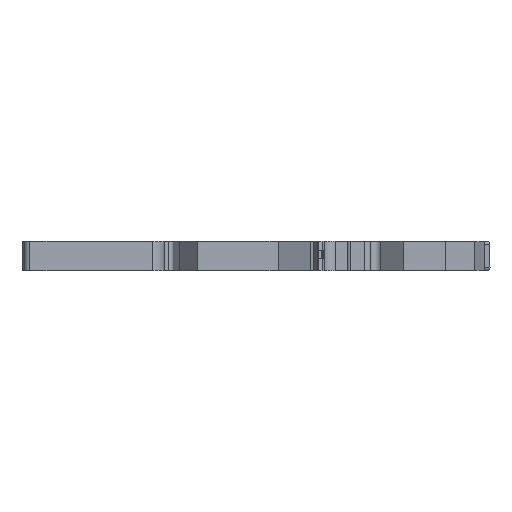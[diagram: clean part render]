
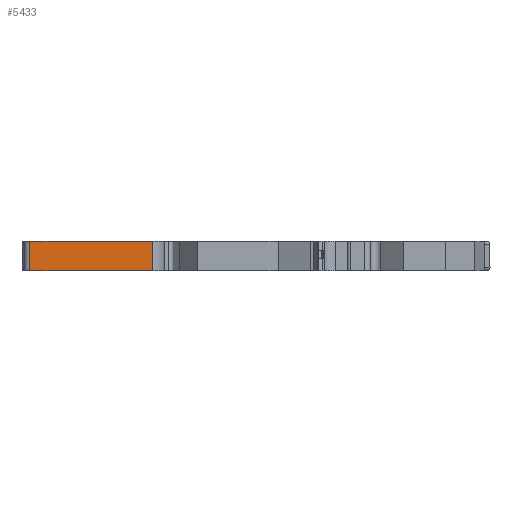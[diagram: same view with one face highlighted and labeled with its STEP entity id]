
A CAD part, front view. The second image highlights one B-rep face of the part: STEP entity #5433.
In plain terms, the highlighted planar face has unit normal (0, -1, 0).
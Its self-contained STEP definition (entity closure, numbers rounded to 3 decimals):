
#1440=DIRECTION('',(0.,0.,-1.));
#1441=VECTOR('',#1440,5.);
#1442=CARTESIAN_POINT('',(-38.8,0.,0.));
#1443=LINE('',#1442,#1441);
#1444=DIRECTION('',(1.,0.,0.));
#1445=VECTOR('',#1444,21.05);
#1446=CARTESIAN_POINT('',(-38.8,0.,0.));
#1447=LINE('',#1446,#1445);
#1448=DIRECTION('',(-1.,0.,0.));
#1449=VECTOR('',#1448,21.05);
#1450=CARTESIAN_POINT('',(-17.75,0.,-5.));
#1451=LINE('',#1450,#1449);
#1452=DIRECTION('',(0.,0.,1.));
#1453=VECTOR('',#1452,5.);
#1454=CARTESIAN_POINT('',(-17.75,0.,-5.));
#1455=LINE('',#1454,#1453);
#3270=CARTESIAN_POINT('',(-17.75,0.,0.));
#3271=VERTEX_POINT('',#3270);
#3272=CARTESIAN_POINT('',(-38.8,0.,0.));
#3273=VERTEX_POINT('',#3272);
#3776=CARTESIAN_POINT('',(-38.8,0.,-5.));
#3777=VERTEX_POINT('',#3776);
#3778=CARTESIAN_POINT('',(-17.75,0.,-5.));
#3779=VERTEX_POINT('',#3778);
#5421=CARTESIAN_POINT('',(-28.275,0.,-2.5));
#5422=DIRECTION('',(0.,1.,0.));
#5423=DIRECTION('',(1.,0.,0.));
#5424=AXIS2_PLACEMENT_3D('',#5421,#5422,#5423);
#5425=PLANE('',#5424);
#5426=ORIENTED_EDGE('',*,*,#5414,.F.);
#5427=ORIENTED_EDGE('',*,*,#4541,.T.);
#5429=ORIENTED_EDGE('',*,*,#5428,.F.);
#5430=ORIENTED_EDGE('',*,*,#4870,.T.);
#5431=EDGE_LOOP('',(#5426,#5427,#5429,#5430));
#5432=FACE_OUTER_BOUND('',#5431,.F.);
#4541=EDGE_CURVE('',#3273,#3271,#1447,.T.);
#4870=EDGE_CURVE('',#3779,#3777,#1451,.T.);
#5414=EDGE_CURVE('',#3273,#3777,#1443,.T.);
#5428=EDGE_CURVE('',#3779,#3271,#1455,.T.);
#5433=ADVANCED_FACE('',(#5432),#5425,.F.);
